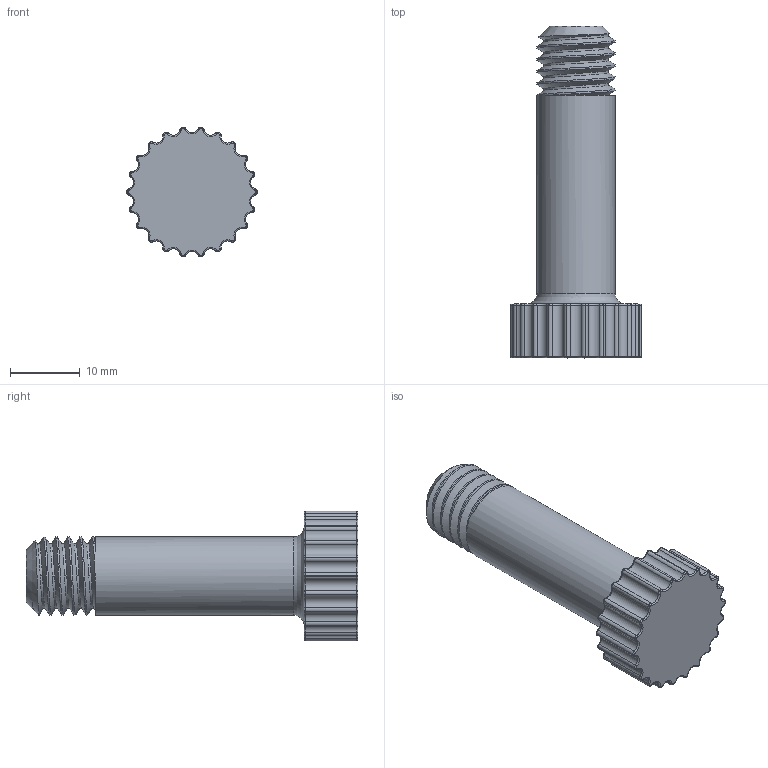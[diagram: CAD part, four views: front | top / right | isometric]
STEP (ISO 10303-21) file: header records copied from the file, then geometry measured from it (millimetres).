
FILE_DESCRIPTION(/* description */ ('','CAx-IF Rec.Pracs.---Representation and Presentation of Product Manufacturing Information (PMI)---4.0---2014-10-13'),/* implementation_level */ '2;1');
FILE_NAME(/* name */ 'Bolt.step',/* time_stamp */ '2024-12-16T17:42:22+09:00',/* author */ (''),/* organization */ (''),/* preprocessor_version */ 'ST-DEVELOPER v20',/* originating_system */ 'Autodesk Translation Framework v13.20.0.188',/* authorisation */ '');
FILE_SCHEMA (('AP242_MANAGED_MODEL_BASED_3D_ENGINEERING_MIM_LF { 1 0 10303 442 1 1 4 }'));
Length unit declared in the file: millimetre
Products named in the file (1): Bolt
Bounding box: 18.81 x 47.75 x 18.63 mm (x, y, z)
Volume: 5733.9 mm3; surface area: 2547.2 mm2
Topology: 1 solids, 1 shells, 284 faces, 668 edges, 387 vertices
Faces by surface type: bspline 179, cylinder 99, plane 4, cone 2
Full cylindrical faces by diameter (mm): 9.345 x4, 11.242 x4
Entity records: 23622 total; most frequent: CARTESIAN_POINT 17431, DIRECTION 1390, ORIENTED_EDGE 1336, EDGE_CURVE 668, AXIS2_PLACEMENT_3D 645, VERTEX_POINT 387, CIRCLE 363, EDGE_LOOP 285
